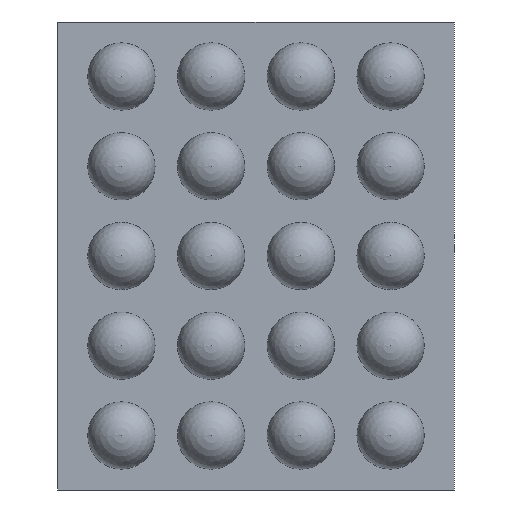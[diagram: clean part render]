
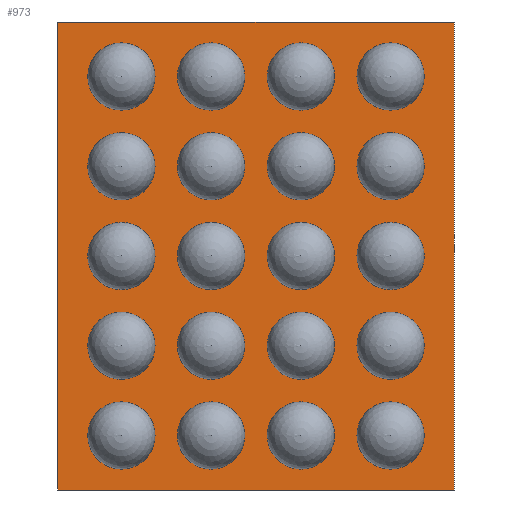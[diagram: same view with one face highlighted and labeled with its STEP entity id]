
A CAD part, front view. The second image highlights one B-rep face of the part: STEP entity #973.
In plain terms, the highlighted planar face has unit normal (0, -1, 0).
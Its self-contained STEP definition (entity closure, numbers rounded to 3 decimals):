
#65 = ORIENTED_EDGE ( 'NONE', *, *, #323, .T. ) ;
#133 = PLANE ( 'NONE',  #724 ) ;
#150 = VECTOR ( 'NONE', #1039, 1000. ) ;
#183 = LINE ( 'NONE', #649, #544 ) ;
#210 = ORIENTED_EDGE ( 'NONE', *, *, #1034, .T. ) ;
#236 = DIRECTION ( 'NONE',  ( 1., 0., 0. ) ) ;
#283 = ORIENTED_EDGE ( 'NONE', *, *, #956, .T. ) ;
#323 = EDGE_CURVE ( 'NONE', #327, #1090, #1290, .T. ) ;
#327 = VERTEX_POINT ( 'NONE', #618 ) ;
#344 = ORIENTED_EDGE ( 'NONE', *, *, #909, .T. ) ;
#346 = CARTESIAN_POINT ( 'NONE',  ( 0., 0.3, 0. ) ) ;
#507 = VERTEX_POINT ( 'NONE', #1011 ) ;
#544 = VECTOR ( 'NONE', #1062, 1000. ) ;
#555 = VECTOR ( 'NONE', #764, 1000. ) ;
#618 = CARTESIAN_POINT ( 'NONE',  ( -0.883, 0.3, -1.043 ) ) ;
#649 = CARTESIAN_POINT ( 'NONE',  ( -0.883, 0.3, 1.043 ) ) ;
#704 = VERTEX_POINT ( 'NONE', #1259 ) ;
#711 = LINE ( 'NONE', #859, #555 ) ;
#724 = AXIS2_PLACEMENT_3D ( 'NONE', #346, #866, #236 ) ;
#756 = CARTESIAN_POINT ( 'NONE',  ( -0.883, 0.3, -1.043 ) ) ;
#764 = DIRECTION ( 'NONE',  ( 0., 0., 1. ) ) ;
#788 = FACE_OUTER_BOUND ( 'NONE', #1314, .T. ) ;
#859 = CARTESIAN_POINT ( 'NONE',  ( 0.883, 0.3, 1.043 ) ) ;
#866 = DIRECTION ( 'NONE',  ( 0., -1., 0. ) ) ;
#909 = EDGE_CURVE ( 'NONE', #704, #327, #951, .T. ) ;
#924 = CARTESIAN_POINT ( 'NONE',  ( -0.883, 0.3, 1.043 ) ) ;
#951 = LINE ( 'NONE', #924, #150 ) ;
#956 = EDGE_CURVE ( 'NONE', #507, #704, #183, .T. ) ;
#973 = ADVANCED_FACE ( 'NONE', ( #788 ), #133, .T. ) ;
#991 = VECTOR ( 'NONE', #1082, 1000. ) ;
#1011 = CARTESIAN_POINT ( 'NONE',  ( 0.883, 0.3, 1.043 ) ) ;
#1034 = EDGE_CURVE ( 'NONE', #1090, #507, #711, .T. ) ;
#1039 = DIRECTION ( 'NONE',  ( 0., 0., -1. ) ) ;
#1062 = DIRECTION ( 'NONE',  ( -1., 0., 0. ) ) ;
#1082 = DIRECTION ( 'NONE',  ( 1., 0., 0. ) ) ;
#1090 = VERTEX_POINT ( 'NONE', #1174 ) ;
#1174 = CARTESIAN_POINT ( 'NONE',  ( 0.883, 0.3, -1.043 ) ) ;
#1259 = CARTESIAN_POINT ( 'NONE',  ( -0.883, 0.3, 1.043 ) ) ;
#1290 = LINE ( 'NONE', #756, #991 ) ;
#1314 = EDGE_LOOP ( 'NONE', ( #210, #283, #344, #65 ) ) ;
